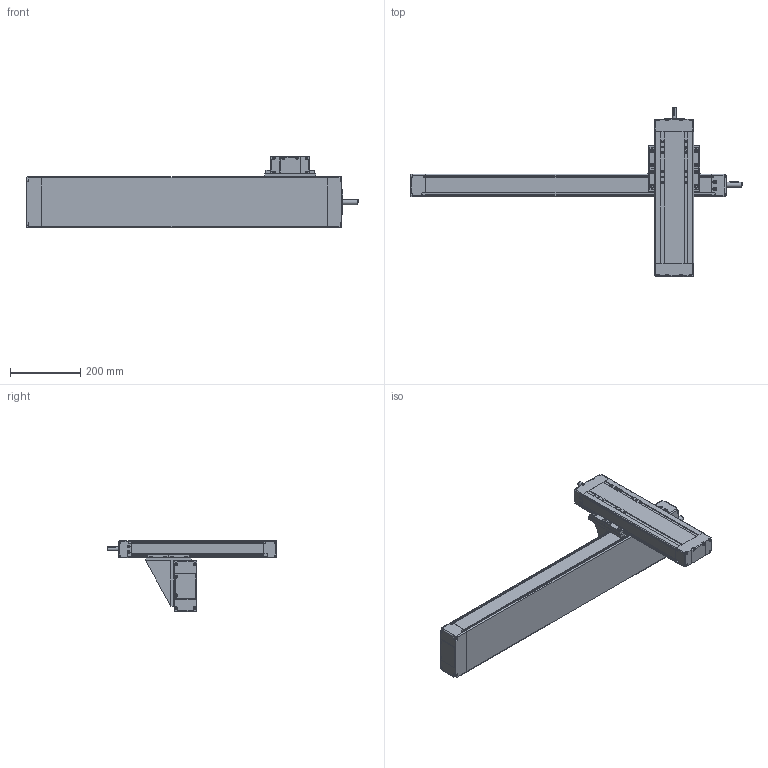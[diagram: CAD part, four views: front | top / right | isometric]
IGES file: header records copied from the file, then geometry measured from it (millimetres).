
Global section: file name: No Iges File Name specified; native system: Autodesk Inventor 2012; preprocessor: AutoDesk Inventor Iges Exporter R2012; author: pgrilc; date: 20110728.202228; units: millimetre
Bounding box: 942.5 x 481 x 203 mm (x, y, z)
Volume: 10808347.4 mm3; surface area: 765884 mm2
Topology: 11 solids, 11 shells, 1063 faces, 2638 edges, 1724 vertices
Faces by surface type: plane 738, revolution 196, cylinder 90, torus 36, cone 3
Full cylindrical faces by diameter (mm): 1 x2, 4 x4, 7 x16, 8.5 x16, 11 x1, 11.5 x1, 12 x2, 14 x1, 16.2 x1, 17 x2, 20 x1, 24.36 x1
